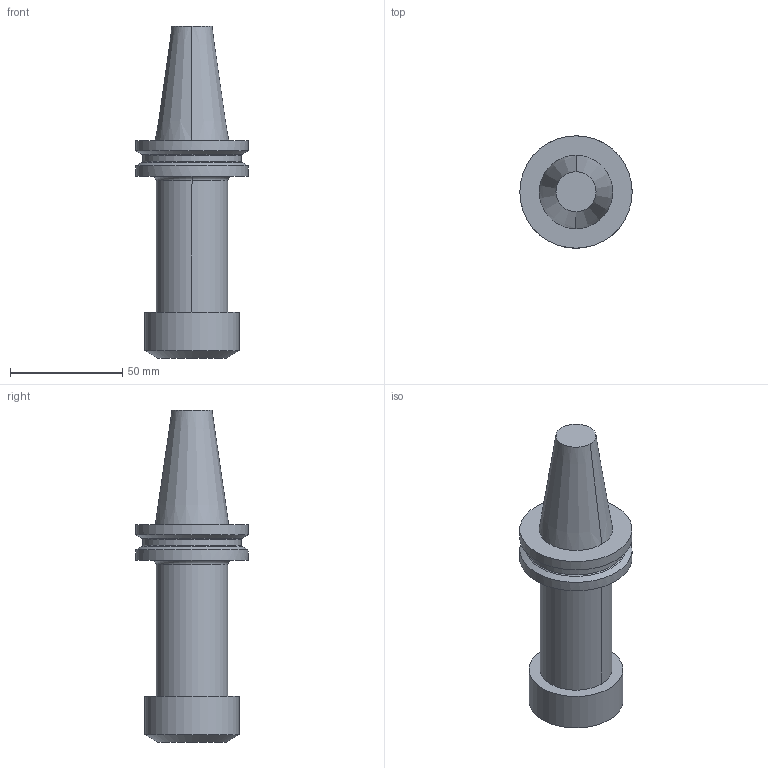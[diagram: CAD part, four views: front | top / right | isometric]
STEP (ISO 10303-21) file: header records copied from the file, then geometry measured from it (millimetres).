
FILE_DESCRIPTION(/* description */ (''),/* implementation_level */ '2;1');
FILE_NAME(/* name */ '69871.30AD-CC.ER25.100.stp',/* time_stamp */ '2024-06-23T18:15:33+02:00',/* author */ (''),/* organization */ (''),/* preprocessor_version */ 'ST-DEVELOPER v16.7',/* originating_system */ 'SIEMENS PLM Software NX 12.0',/* authorisation */ '');
FILE_SCHEMA (('AUTOMOTIVE_DESIGN { 1 0 10303 214 3 1 1 1 }'));
Length unit declared in the file: millimetre
Products named in the file (1): pf660F5CA0AEj8fm
Bounding box: 50 x 50 x 147.8 mm (x, y, z)
Volume: 131008.4 mm3; surface area: 19827.8 mm2
Topology: 1 solids, 1 shells, 20 faces, 45 edges, 30 vertices
Faces by surface type: cylinder 6, plane 5, cone 5, torus 4
Full cylindrical faces by diameter (mm): 41.9 x1, 44.05 x1, 50 x2
Entity records: 565 total; most frequent: DIRECTION 106, CARTESIAN_POINT 84, ORIENTED_EDGE 66, AXIS2_PLACEMENT_3D 49, EDGE_CURVE 33, EDGE_LOOP 32, VERTEX_POINT 27, CIRCLE 25
